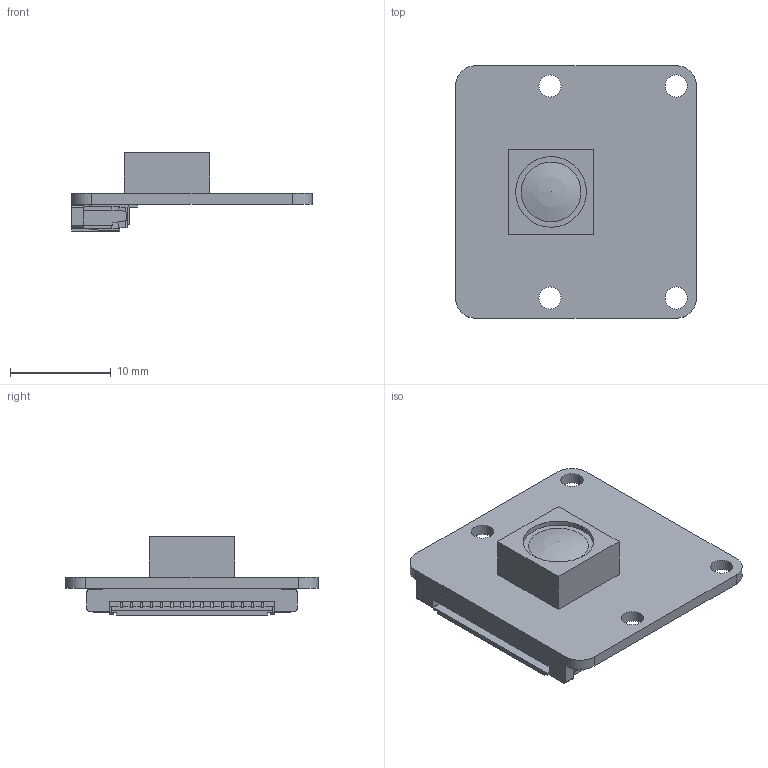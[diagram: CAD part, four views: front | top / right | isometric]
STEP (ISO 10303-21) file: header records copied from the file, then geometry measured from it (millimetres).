
FILE_DESCRIPTION(/* description */ ('STEP AP242','CAx-IF Rec.Pracs.---Representation and Presentation of Product Manufacturing Information (PMI)---4.0---2014-10-13','CAx-IF Rec.Pracs.---3D Tessellated Geometry---0.4---2014-09-14','2;1'),/* implementation_level */ '2;1');
FILE_NAME(/* name */ 'ASM, MAIN, JETSON TRAVEL CASE - CSI CAMERA, RASPBERRY PI CAMERA 2',/* time_stamp */ '2025-01-13T23:02:36Z',/* author */ (''),/* organization */ (''),/* preprocessor_version */ 'ST-DEVELOPER v20',/* originating_system */ 'ONSHAPE BY PTC INC, 1.192',/* authorisation */ ' ');
FILE_SCHEMA (('AP242_MANAGED_MODEL_BASED_3D_ENGINEERING_MIM_LF { 1 0 10303 442 1 1 4 }'));
Length unit declared in the file: metre
Products named in the file (1): CSI CAMERA, RASPBERRY PI CAMERA 2
Bounding box: 23.86 x 25 x 7.77 mm (x, y, z)
Volume: 1152 mm3; surface area: 1911.1 mm2
Topology: 1 solids, 1 shells, 599 faces, 1821 edges, 1210 vertices
Faces by surface type: plane 585, cylinder 13, sphere 1
Full cylindrical faces by diameter (mm): 2.2 x4, 7 x1
Entity records: 20097 total; most frequent: ORIENTED_EDGE 3628, CARTESIAN_POINT 3623, DIRECTION 3041, EDGE_CURVE 1814, LINE 1787, VECTOR 1787, VERTEX_POINT 1209, EDGE_LOOP 665
